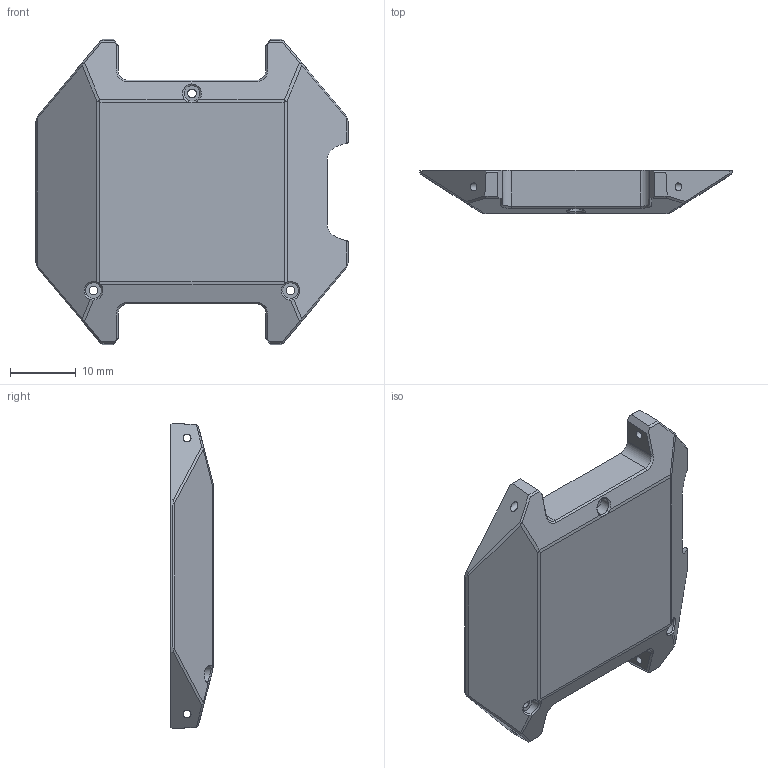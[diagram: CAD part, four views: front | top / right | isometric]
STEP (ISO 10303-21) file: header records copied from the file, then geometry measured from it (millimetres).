
FILE_DESCRIPTION(/* description */ (''),/* implementation_level */ '2;1');
FILE_NAME(/* name */ 'Case_bottom v52.step',/* time_stamp */ '2024-11-16T23:07:25+01:00',/* author */ (''),/* organization */ (''),/* preprocessor_version */ 'ST-DEVELOPER v20',/* originating_system */ 'Autodesk Translation Framework v13.20.0.188',/* authorisation */ '');
FILE_SCHEMA (('AUTOMOTIVE_DESIGN { 1 0 10303 214 3 1 1 }'));
Length unit declared in the file: millimetre
Products named in the file (1): Case_bottom
Bounding box: 47.5 x 6.5 x 46.49 mm (x, y, z)
Volume: 3725 mm3; surface area: 4785.3 mm2
Topology: 1 solids, 1 shells, 151 faces, 394 edges, 249 vertices
Faces by surface type: plane 99, cylinder 32, bspline 13, cone 7
Full cylindrical faces by diameter (mm): 1.2 x6, 1.221 x4, 1.3 x3, 2.4 x3
Entity records: 5117 total; most frequent: CARTESIAN_POINT 1430, ORIENTED_EDGE 788, DIRECTION 688, EDGE_CURVE 394, LINE 272, VECTOR 272, VERTEX_POINT 249, AXIS2_PLACEMENT_3D 208
